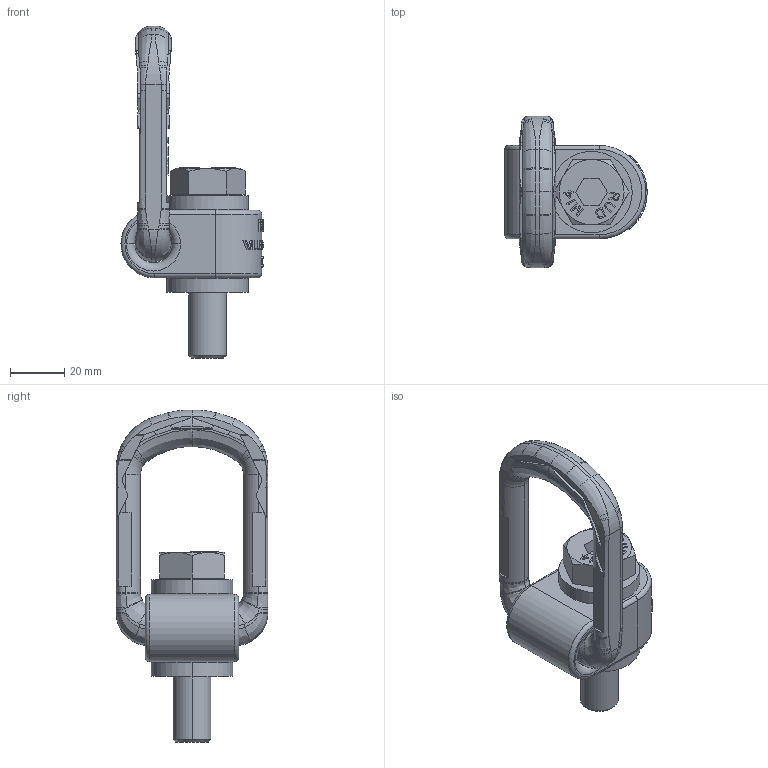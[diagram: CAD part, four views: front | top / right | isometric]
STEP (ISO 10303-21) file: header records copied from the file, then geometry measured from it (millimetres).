
FILE_DESCRIPTION((''),'2;1');
FILE_NAME('001-M35331-P-1_ASM','2018-12-10T',('anja.joas'),(''),'PRO/ENGINEER BY PARAMETRIC TECHNOLOGY CORPORATION, 2011490','PRO/ENGINEER BY PARAMETRIC TECHNOLOGY CORPORATION, 2011490','');
FILE_SCHEMA(('CONFIG_CONTROL_DESIGN'));
Length unit declared in the file: millimetre
Products named in the file (4): 001-M35331-P-2; 001-M35332-P-3; 001-M32170-P-1; 001-M35331-P-1_ASM
Assembly tree (3 placements, depth 2):
  001-M35331-P-1_ASM
    001-M35331-P-2
    001-M35332-P-3
    001-M32170-P-1
Bounding box: 52.5 x 56 x 122.6 mm (x, y, z)
Volume: 73129.4 mm3; surface area: 24080.2 mm2
Topology: 3 solids, 3 shells, 804 faces, 2165 edges, 1405 vertices
Faces by surface type: plane 543, bspline 136, cylinder 99, torus 16, cone 8, extrusion 2
Entity records: 31880 total; most frequent: CARTESIAN_POINT 13126, ORIENTED_EDGE 4330, DIRECTION 3257, EDGE_CURVE 2165, VERTEX_POINT 1405, AXIS2_PLACEMENT_3D 1091, VECTOR 1075, LINE 1073
